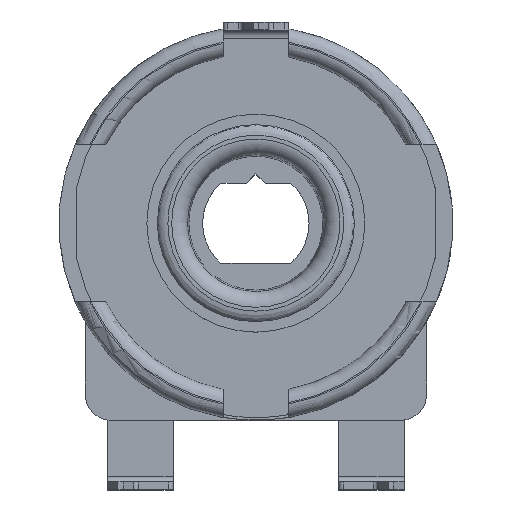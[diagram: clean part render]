
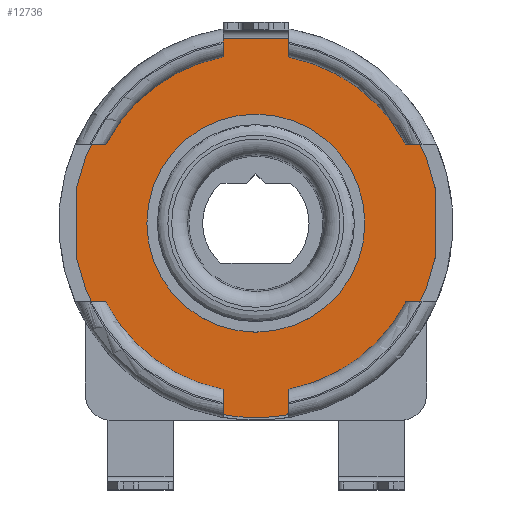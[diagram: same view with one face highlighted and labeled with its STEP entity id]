
A CAD part, top view. The second image highlights one B-rep face of the part: STEP entity #12736.
In plain terms, the highlighted planar face has unit normal (0, 0, 1).
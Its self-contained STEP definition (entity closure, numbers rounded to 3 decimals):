
#12736 = ADVANCED_FACE('',(#12737,#12748),#12941,.F.);
#12737 = FACE_BOUND('',#12738,.T.);
#12738 = EDGE_LOOP('',(#12739));
#12739 = ORIENTED_EDGE('',*,*,#12740,.F.);
#12740 = EDGE_CURVE('',#12741,#12741,#12743,.T.);
#12741 = VERTEX_POINT('',#12742);
#12742 = CARTESIAN_POINT('',(36.2,0.,0.3));
#12743 = CIRCLE('',#12744,3.8);
#12744 = AXIS2_PLACEMENT_3D('',#12745,#12746,#12747);
#12745 = CARTESIAN_POINT('',(40.,0.,0.3));
#12746 = DIRECTION('',(0.,0.,1.));
#12747 = DIRECTION('',(-1.,0.,0.));
#12748 = FACE_BOUND('',#12749,.T.);
#12749 = EDGE_LOOP('',(#12750,#12760,#12769,#12778,#12787,#12795,#12804,
    #12813,#12822,#12830,#12839,#12848,#12857,#12865,#12874,#12883,
    #12892,#12900,#12908,#12916,#12925,#12934));
#12750 = ORIENTED_EDGE('',*,*,#12751,.F.);
#12751 = EDGE_CURVE('',#12752,#12754,#12756,.T.);
#12752 = VERTEX_POINT('',#12753);
#12753 = CARTESIAN_POINT('',(33.175,-1.344,0.3));
#12754 = VERTEX_POINT('',#12755);
#12755 = CARTESIAN_POINT('',(33.175,1.344,0.3));
#12756 = LINE('',#12757,#12758);
#12757 = CARTESIAN_POINT('',(33.175,0.95,0.3));
#12758 = VECTOR('',#12759,1.);
#12759 = DIRECTION('',(-0.,1.,-0.));
#12760 = ORIENTED_EDGE('',*,*,#12761,.T.);
#12761 = EDGE_CURVE('',#12752,#12762,#12764,.T.);
#12762 = VERTEX_POINT('',#12763);
#12763 = CARTESIAN_POINT('',(33.19,-1.386,0.3));
#12764 = CIRCLE('',#12765,0.17);
#12765 = AXIS2_PLACEMENT_3D('',#12766,#12767,#12768);
#12766 = CARTESIAN_POINT('',(33.023,-1.42,0.3));
#12767 = DIRECTION('',(-0.,0.,-1.));
#12768 = DIRECTION('',(-1.,0.,0.));
#12769 = ORIENTED_EDGE('',*,*,#12770,.T.);
#12770 = EDGE_CURVE('',#12762,#12771,#12773,.T.);
#12771 = VERTEX_POINT('',#12772);
#12772 = CARTESIAN_POINT('',(38.614,-6.81,0.3));
#12773 = CIRCLE('',#12774,6.95);
#12774 = AXIS2_PLACEMENT_3D('',#12775,#12776,#12777);
#12775 = CARTESIAN_POINT('',(40.,0.,0.3));
#12776 = DIRECTION('',(0.,0.,1.));
#12777 = DIRECTION('',(1.,0.,-0.));
#12778 = ORIENTED_EDGE('',*,*,#12779,.T.);
#12779 = EDGE_CURVE('',#12771,#12780,#12782,.T.);
#12780 = VERTEX_POINT('',#12781);
#12781 = CARTESIAN_POINT('',(38.75,-6.977,0.3));
#12782 = CIRCLE('',#12783,0.17);
#12783 = AXIS2_PLACEMENT_3D('',#12784,#12785,#12786);
#12784 = CARTESIAN_POINT('',(38.58,-6.977,0.3));
#12785 = DIRECTION('',(-0.,0.,-1.));
#12786 = DIRECTION('',(-1.,0.,0.));
#12787 = ORIENTED_EDGE('',*,*,#12788,.T.);
#12788 = EDGE_CURVE('',#12780,#12789,#12791,.T.);
#12789 = VERTEX_POINT('',#12790);
#12790 = CARTESIAN_POINT('',(38.75,-7.149,0.3));
#12791 = LINE('',#12792,#12793);
#12792 = CARTESIAN_POINT('',(38.75,-6.977,0.3));
#12793 = VECTOR('',#12794,1.);
#12794 = DIRECTION('',(0.,-1.,0.));
#12795 = ORIENTED_EDGE('',*,*,#12796,.T.);
#12796 = EDGE_CURVE('',#12789,#12797,#12799,.T.);
#12797 = VERTEX_POINT('',#12798);
#12798 = CARTESIAN_POINT('',(38.895,-7.317,0.3));
#12799 = CIRCLE('',#12800,0.17);
#12800 = AXIS2_PLACEMENT_3D('',#12801,#12802,#12803);
#12801 = CARTESIAN_POINT('',(38.92,-7.149,0.3));
#12802 = DIRECTION('',(0.,0.,1.));
#12803 = DIRECTION('',(-1.,0.,0.));
#12804 = ORIENTED_EDGE('',*,*,#12805,.T.);
#12805 = EDGE_CURVE('',#12797,#12806,#12808,.T.);
#12806 = VERTEX_POINT('',#12807);
#12807 = CARTESIAN_POINT('',(41.105,-7.317,0.3));
#12808 = CIRCLE('',#12809,7.4);
#12809 = AXIS2_PLACEMENT_3D('',#12810,#12811,#12812);
#12810 = CARTESIAN_POINT('',(40.,0.,0.3));
#12811 = DIRECTION('',(0.,0.,1.));
#12812 = DIRECTION('',(1.,0.,-0.));
#12813 = ORIENTED_EDGE('',*,*,#12814,.T.);
#12814 = EDGE_CURVE('',#12806,#12815,#12817,.T.);
#12815 = VERTEX_POINT('',#12816);
#12816 = CARTESIAN_POINT('',(41.25,-7.149,0.3));
#12817 = CIRCLE('',#12818,0.17);
#12818 = AXIS2_PLACEMENT_3D('',#12819,#12820,#12821);
#12819 = CARTESIAN_POINT('',(41.08,-7.149,0.3));
#12820 = DIRECTION('',(0.,0.,1.));
#12821 = DIRECTION('',(1.,0.,-0.));
#12822 = ORIENTED_EDGE('',*,*,#12823,.T.);
#12823 = EDGE_CURVE('',#12815,#12824,#12826,.T.);
#12824 = VERTEX_POINT('',#12825);
#12825 = CARTESIAN_POINT('',(41.25,-6.977,0.3));
#12826 = LINE('',#12827,#12828);
#12827 = CARTESIAN_POINT('',(41.25,-6.977,0.3));
#12828 = VECTOR('',#12829,1.);
#12829 = DIRECTION('',(-0.,1.,-0.));
#12830 = ORIENTED_EDGE('',*,*,#12831,.T.);
#12831 = EDGE_CURVE('',#12824,#12832,#12834,.T.);
#12832 = VERTEX_POINT('',#12833);
#12833 = CARTESIAN_POINT('',(41.386,-6.81,0.3));
#12834 = CIRCLE('',#12835,0.17);
#12835 = AXIS2_PLACEMENT_3D('',#12836,#12837,#12838);
#12836 = CARTESIAN_POINT('',(41.42,-6.977,0.3));
#12837 = DIRECTION('',(0.,0.,-1.));
#12838 = DIRECTION('',(1.,0.,0.));
#12839 = ORIENTED_EDGE('',*,*,#12840,.T.);
#12840 = EDGE_CURVE('',#12832,#12841,#12843,.T.);
#12841 = VERTEX_POINT('',#12842);
#12842 = CARTESIAN_POINT('',(46.81,-1.386,0.3));
#12843 = CIRCLE('',#12844,6.95);
#12844 = AXIS2_PLACEMENT_3D('',#12845,#12846,#12847);
#12845 = CARTESIAN_POINT('',(40.,0.,0.3));
#12846 = DIRECTION('',(0.,0.,1.));
#12847 = DIRECTION('',(-1.,0.,0.));
#12848 = ORIENTED_EDGE('',*,*,#12849,.T.);
#12849 = EDGE_CURVE('',#12841,#12850,#12852,.T.);
#12850 = VERTEX_POINT('',#12851);
#12851 = CARTESIAN_POINT('',(46.825,-1.344,0.3));
#12852 = CIRCLE('',#12853,0.17);
#12853 = AXIS2_PLACEMENT_3D('',#12854,#12855,#12856);
#12854 = CARTESIAN_POINT('',(46.977,-1.42,0.3));
#12855 = DIRECTION('',(0.,0.,-1.));
#12856 = DIRECTION('',(1.,0.,0.));
#12857 = ORIENTED_EDGE('',*,*,#12858,.F.);
#12858 = EDGE_CURVE('',#12859,#12850,#12861,.T.);
#12859 = VERTEX_POINT('',#12860);
#12860 = CARTESIAN_POINT('',(46.825,1.344,0.3));
#12861 = LINE('',#12862,#12863);
#12862 = CARTESIAN_POINT('',(46.825,0.95,0.3));
#12863 = VECTOR('',#12864,1.);
#12864 = DIRECTION('',(0.,-1.,0.));
#12865 = ORIENTED_EDGE('',*,*,#12866,.F.);
#12866 = EDGE_CURVE('',#12867,#12859,#12869,.T.);
#12867 = VERTEX_POINT('',#12868);
#12868 = CARTESIAN_POINT('',(46.81,1.386,0.3));
#12869 = CIRCLE('',#12870,0.17);
#12870 = AXIS2_PLACEMENT_3D('',#12871,#12872,#12873);
#12871 = CARTESIAN_POINT('',(46.977,1.42,0.3));
#12872 = DIRECTION('',(0.,0.,1.));
#12873 = DIRECTION('',(-1.,0.,0.));
#12874 = ORIENTED_EDGE('',*,*,#12875,.F.);
#12875 = EDGE_CURVE('',#12876,#12867,#12878,.T.);
#12876 = VERTEX_POINT('',#12877);
#12877 = CARTESIAN_POINT('',(41.386,6.81,0.3));
#12878 = CIRCLE('',#12879,6.95);
#12879 = AXIS2_PLACEMENT_3D('',#12880,#12881,#12882);
#12880 = CARTESIAN_POINT('',(40.,0.,0.3));
#12881 = DIRECTION('',(-0.,0.,-1.));
#12882 = DIRECTION('',(-1.,0.,0.));
#12883 = ORIENTED_EDGE('',*,*,#12884,.F.);
#12884 = EDGE_CURVE('',#12885,#12876,#12887,.T.);
#12885 = VERTEX_POINT('',#12886);
#12886 = CARTESIAN_POINT('',(41.25,6.977,0.3));
#12887 = CIRCLE('',#12888,0.17);
#12888 = AXIS2_PLACEMENT_3D('',#12889,#12890,#12891);
#12889 = CARTESIAN_POINT('',(41.42,6.977,0.3));
#12890 = DIRECTION('',(0.,0.,1.));
#12891 = DIRECTION('',(1.,0.,-0.));
#12892 = ORIENTED_EDGE('',*,*,#12893,.F.);
#12893 = EDGE_CURVE('',#12894,#12885,#12896,.T.);
#12894 = VERTEX_POINT('',#12895);
#12895 = CARTESIAN_POINT('',(41.25,7.048,0.3));
#12896 = LINE('',#12897,#12898);
#12897 = CARTESIAN_POINT('',(41.25,6.977,0.3));
#12898 = VECTOR('',#12899,1.);
#12899 = DIRECTION('',(0.,-1.,-0.));
#12900 = ORIENTED_EDGE('',*,*,#12901,.T.);
#12901 = EDGE_CURVE('',#12894,#12902,#12904,.T.);
#12902 = VERTEX_POINT('',#12903);
#12903 = CARTESIAN_POINT('',(38.75,7.048,0.3));
#12904 = LINE('',#12905,#12906);
#12905 = CARTESIAN_POINT('',(-6.977,7.048,0.3));
#12906 = VECTOR('',#12907,1.);
#12907 = DIRECTION('',(-1.,0.,0.));
#12908 = ORIENTED_EDGE('',*,*,#12909,.F.);
#12909 = EDGE_CURVE('',#12910,#12902,#12912,.T.);
#12910 = VERTEX_POINT('',#12911);
#12911 = CARTESIAN_POINT('',(38.75,6.977,0.3));
#12912 = LINE('',#12913,#12914);
#12913 = CARTESIAN_POINT('',(38.75,6.977,0.3));
#12914 = VECTOR('',#12915,1.);
#12915 = DIRECTION('',(0.,1.,0.));
#12916 = ORIENTED_EDGE('',*,*,#12917,.F.);
#12917 = EDGE_CURVE('',#12918,#12910,#12920,.T.);
#12918 = VERTEX_POINT('',#12919);
#12919 = CARTESIAN_POINT('',(38.614,6.81,0.3));
#12920 = CIRCLE('',#12921,0.17);
#12921 = AXIS2_PLACEMENT_3D('',#12922,#12923,#12924);
#12922 = CARTESIAN_POINT('',(38.58,6.977,0.3));
#12923 = DIRECTION('',(0.,0.,1.));
#12924 = DIRECTION('',(-1.,0.,0.));
#12925 = ORIENTED_EDGE('',*,*,#12926,.F.);
#12926 = EDGE_CURVE('',#12927,#12918,#12929,.T.);
#12927 = VERTEX_POINT('',#12928);
#12928 = CARTESIAN_POINT('',(33.19,1.386,0.3));
#12929 = CIRCLE('',#12930,6.95);
#12930 = AXIS2_PLACEMENT_3D('',#12931,#12932,#12933);
#12931 = CARTESIAN_POINT('',(40.,0.,0.3));
#12932 = DIRECTION('',(0.,0.,-1.));
#12933 = DIRECTION('',(1.,0.,0.));
#12934 = ORIENTED_EDGE('',*,*,#12935,.F.);
#12935 = EDGE_CURVE('',#12754,#12927,#12936,.T.);
#12936 = CIRCLE('',#12937,0.17);
#12937 = AXIS2_PLACEMENT_3D('',#12938,#12939,#12940);
#12938 = CARTESIAN_POINT('',(33.023,1.42,0.3));
#12939 = DIRECTION('',(0.,0.,1.));
#12940 = DIRECTION('',(1.,0.,-0.));
#12941 = PLANE('',#12942);
#12942 = AXIS2_PLACEMENT_3D('',#12943,#12944,#12945);
#12943 = CARTESIAN_POINT('',(-6.977,-1.42,0.3));
#12944 = DIRECTION('',(-0.,0.,-1.));
#12945 = DIRECTION('',(-1.,0.,0.));
